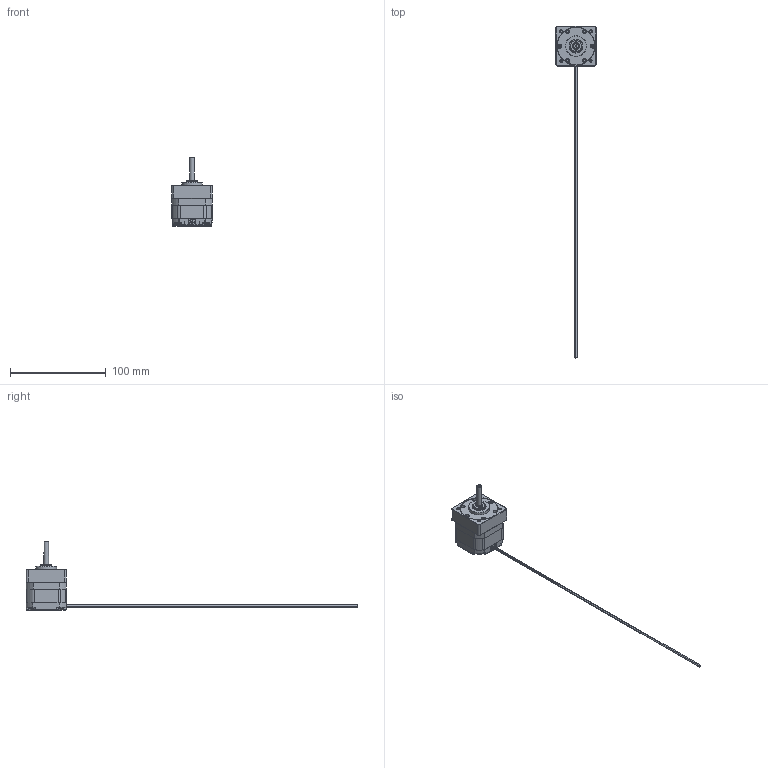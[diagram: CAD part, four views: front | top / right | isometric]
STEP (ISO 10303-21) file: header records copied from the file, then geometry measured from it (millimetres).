
FILE_DESCRIPTION(/* description */ (''),/* implementation_level */ '2;1');
FILE_NAME(/* name */ '4611110021362.stp',/* time_stamp */ '2021-05-18T12:43:34-07:00',/* author */ ('TKNguyen'),/* organization */ (''),/* preprocessor_version */ 'ST-DEVELOPER v17',/* originating_system */ 'Autodesk Inventor 2019',/* authorisation */ '');
FILE_SCHEMA (('AUTOMOTIVE_DESIGN { 1 0 10303 214 3 1 1 }'));
Products named in the file (50): 4611110021362; 4219121303960; 4613102800219; 4613102100917; 4118 Kaidi Stator lam; 014-00056; 023-00048; 021-00282; 054-00028; 4613108008540; 4332101207798; 005-00087; 4118-K & 4218-K; 4118-K & 4218-K_1; 4118-K & 4218-K_2; 4118-K & 4218-K_3; 4118-K & 4218-K_4; 4118-K & 4218-K_5; 4118-K & 4218-K_6; 4118-K & 4218-K_7; 4118-K & 4218-K_8; 4118-K & 4218-K_9; 4118-K & 4218-K_10; 4118-K & 4218-K_11; 005-00087_1; 4118-K & 4218-K_12; 4118-K & 4218-K_13; 4118-K & 4218-K_14; 4118-K & 4218-K_15; 4118-K & 4218-K_16; 4118-K & 4218-K_17; 4118-K & 4218-K_18; 4118-K & 4218-K_19; 4118-K & 4218-K_20; 4118-K & 4218-K_21; 4118-K & 4218-K_22; 4118-K & 4218-K_23; 002-00101; 020-00001; 4294404001906 ...
Assembly tree (53 placements, depth 4):
  4611110021362
    4219121303960
    4613102800219
      4613102100917
        4118 Kaidi Stator lam
      014-00056  x2
    023-00048
      021-00282
      020-00001
    054-00028
    4613108008540
      4332101207798
      005-00087
        4118-K & 4218-K
        4118-K & 4218-K_1
        4118-K & 4218-K_2
        4118-K & 4218-K_3
        4118-K & 4218-K_4
        4118-K & 4218-K_5
        4118-K & 4218-K_6
        4118-K & 4218-K_7
        4118-K & 4218-K_8
        4118-K & 4218-K_9
        4118-K & 4218-K_10
        4118-K & 4218-K_11
      005-00087_1
        4118-K & 4218-K_12
        4118-K & 4218-K_13
        4118-K & 4218-K_14
        4118-K & 4218-K_15
        4118-K & 4218-K_16
        4118-K & 4218-K_17
        4118-K & 4218-K_18
        4118-K & 4218-K_19
        4118-K & 4218-K_20
        4118-K & 4218-K_21
        4118-K & 4218-K_22
        4118-K & 4218-K_23
      002-00101
      020-00001
    4294404001906  x2
    141-00010
    035-00076
    4332401000729
      4332401000729-02 Housing
      4332401000729-09 Shaft
      4332401000729-04 Big bearing
      4332401000729-06 Small bearing
      4332401000729-05Shaft pinion gear
      4332401000729-11 RingPlate with holes
    038-00507  x2
Bounding box: 42.16 x 347.47 x 72.21 mm (x, y, z)
Volume: 47528 mm3; surface area: 72301 mm2
Topology: 49 solids, 49 shells, 2072 faces, 5673 edges, 3733 vertices
Faces by surface type: plane 978, cylinder 870, cone 118, torus 50, sphere 34, bspline 22
Full cylindrical faces by diameter (mm): 0.965 x4, 1 x1, 1.25 x2, 1.524 x16, 2 x120, 2.2 x6, 2.21 x8, 2.464 x2, 2.5 x4, 2.997 x4, 3 x3, 3.302 x6, 3.404 x4, 3.498 x1, 3.5 x2, 4 x6, 4.986 x1, 4.991 x1, 4.994 x1, 4.996 x1, 5.001 x2, 5.5 x4, 6.3 x1, 6.318 x1, 6.49 x1, 6.5 x24, 6.6 x1, 6.985 x1, 7 x4, 7.81 x4
Entity records: 54739 total; most frequent: DIRECTION 9725, CARTESIAN_POINT 9614, ORIENTED_EDGE 8710, EDGE_CURVE 4355, AXIS2_PLACEMENT_3D 3752, VERTEX_POINT 2875, LINE 2221, VECTOR 2221
